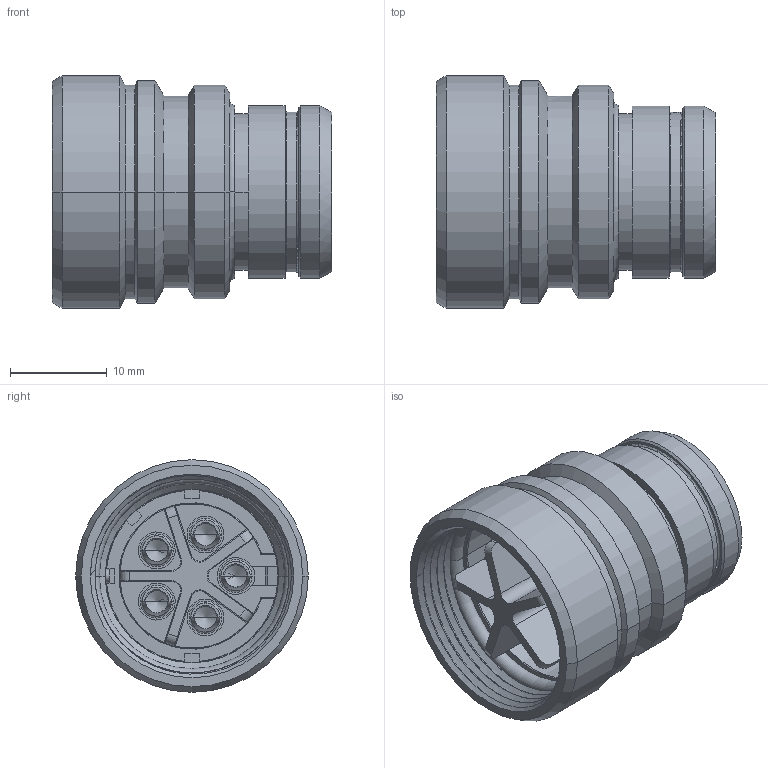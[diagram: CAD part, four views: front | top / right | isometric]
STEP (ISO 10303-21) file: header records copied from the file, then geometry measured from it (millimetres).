
FILE_DESCRIPTION((''),'2;1');
FILE_NAME('1331P205FZ','2024-07-17T16:15:08',('paultorloting'),('NET AG system integration'),'CREO PARAMETRIC BY PTC INC, 2021404','CREO PARAMETRIC BY PTC INC, 2021404','');
FILE_SCHEMA(('AUTOMOTIVE_DESIGN { 1 0 10303 214 1 1 1 1 }'));
Length unit declared in the file: millimetre
Products named in the file (1): 1331P205FZ
Bounding box: 28.8 x 24 x 24 mm (x, y, z)
Volume: 5753.9 mm3; surface area: 6788.3 mm2
Topology: 1 solids, 1 shells, 466 faces, 1202 edges, 756 vertices
Faces by surface type: plane 173, cylinder 162, cone 64, torus 63, bspline 4
Entity records: 20225 total; most frequent: CARTESIAN_POINT 5362, DIRECTION 2433, ORIENTED_EDGE 2384, EDGE_CURVE 1192, AXIS2_PLACEMENT_3D 947, VERTEX_POINT 756, VECTOR 536, LINE 536
